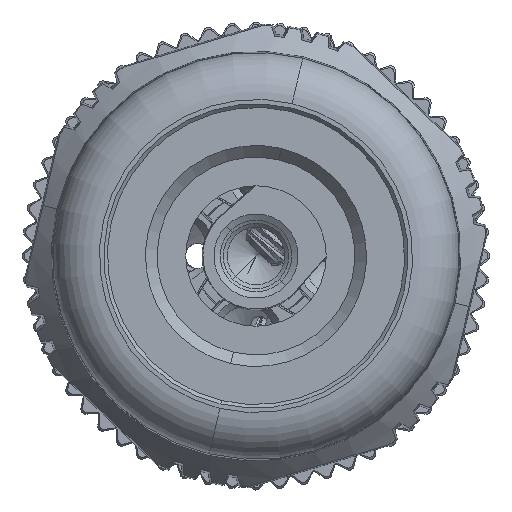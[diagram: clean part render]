
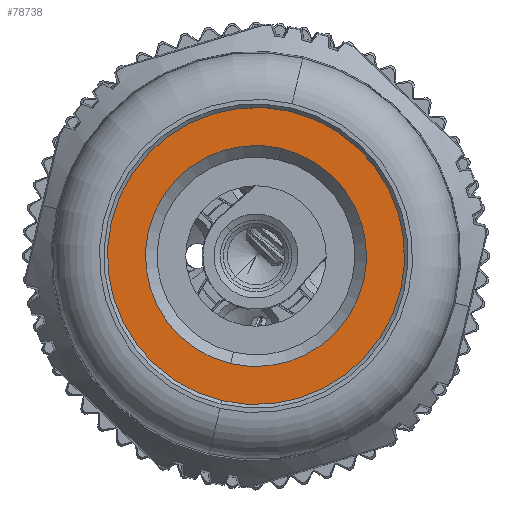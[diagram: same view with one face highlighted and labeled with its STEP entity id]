
A CAD part, front view. The second image highlights one B-rep face of the part: STEP entity #78738.
In plain terms, the highlighted planar face has unit normal (0, -1, 0).
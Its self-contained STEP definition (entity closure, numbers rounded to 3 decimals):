
#26837=CARTESIAN_POINT('',(0.,-50.9,0.));
#26838=DIRECTION('',(0.,1.,0.));
#26839=DIRECTION('',(-0.23,0.,-0.973));
#26840=AXIS2_PLACEMENT_3D('',#26837,#26838,#26839);
#26842=CARTESIAN_POINT('',(0.,-50.9,0.));
#26843=DIRECTION('',(0.,1.,0.));
#26844=DIRECTION('',(0.23,0.,0.973));
#26845=AXIS2_PLACEMENT_3D('',#26842,#26843,#26844);
#26847=CARTESIAN_POINT('',(0.,-50.9,0.));
#26848=DIRECTION('',(0.,-1.,0.));
#26849=DIRECTION('',(0.23,0.,0.973));
#26850=AXIS2_PLACEMENT_3D('',#26847,#26848,#26849);
#26852=CARTESIAN_POINT('',(0.,-50.9,0.));
#26853=DIRECTION('',(0.,-1.,0.));
#26854=DIRECTION('',(-0.23,0.,-0.973));
#26855=AXIS2_PLACEMENT_3D('',#26852,#26853,#26854);
#45917=CARTESIAN_POINT('',(1.461,-50.9,6.18));
#45918=VERTEX_POINT('',#45917);
#45919=CARTESIAN_POINT('',(-1.461,-50.9,-6.18));
#45920=VERTEX_POINT('',#45919);
#45921=CARTESIAN_POINT('',(1.087,-50.9,4.598));
#45922=CARTESIAN_POINT('',(-1.087,-50.9,-4.598));
#45923=VERTEX_POINT('',#45921);
#45924=VERTEX_POINT('',#45922);
#78723=CARTESIAN_POINT('',(0.,-50.9,0.));
#78724=DIRECTION('',(0.,-1.,0.));
#78725=DIRECTION('',(-0.23,0.,-0.973));
#78726=AXIS2_PLACEMENT_3D('',#78723,#78724,#78725);
#78727=PLANE('',#78726);
#78728=ORIENTED_EDGE('',*,*,#78703,.T.);
#78729=ORIENTED_EDGE('',*,*,#78717,.T.);
#78730=EDGE_LOOP('',(#78728,#78729));
#78731=FACE_OUTER_BOUND('',#78730,.F.);
#78733=ORIENTED_EDGE('',*,*,#78732,.T.);
#78735=ORIENTED_EDGE('',*,*,#78734,.T.);
#78736=EDGE_LOOP('',(#78733,#78735));
#78737=FACE_BOUND('',#78736,.F.);
#78738=ADVANCED_FACE('',(#78731,#78737),#78727,.T.);
#26841=CIRCLE('',#26840,6.35);
#26846=CIRCLE('',#26845,6.35);
#26851=CIRCLE('',#26850,4.725);
#26856=CIRCLE('',#26855,4.725);
#78703=EDGE_CURVE('',#45920,#45918,#26841,.T.);
#78717=EDGE_CURVE('',#45918,#45920,#26846,.T.);
#78732=EDGE_CURVE('',#45923,#45924,#26851,.T.);
#78734=EDGE_CURVE('',#45924,#45923,#26856,.T.);
